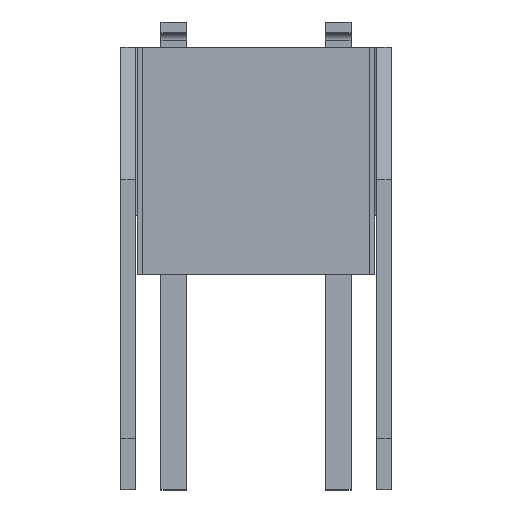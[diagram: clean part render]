
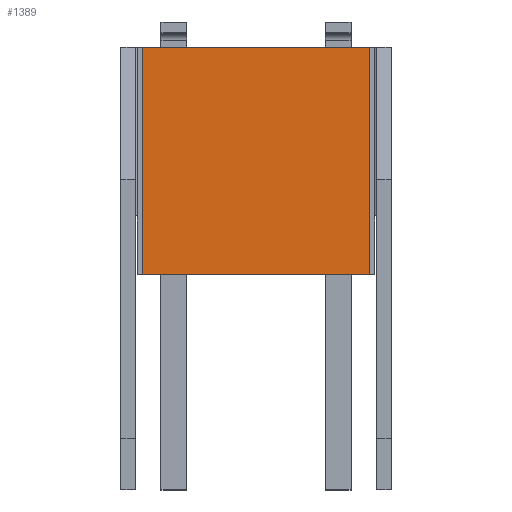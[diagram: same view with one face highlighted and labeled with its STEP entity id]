
A CAD part, top view. The second image highlights one B-rep face of the part: STEP entity #1389.
In plain terms, the highlighted planar face has unit normal (0, 0, 1).
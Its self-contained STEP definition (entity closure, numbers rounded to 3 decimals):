
#339 = VERTEX_POINT ( 'NONE', #3129 ) ;
#514 = ORIENTED_EDGE ( 'NONE', *, *, #3378, .F. ) ;
#602 = CARTESIAN_POINT ( 'NONE',  ( -3.1, 9.1, -1.65 ) ) ;
#700 = LINE ( 'NONE', #1741, #3848 ) ;
#708 = VERTEX_POINT ( 'NONE', #2214 ) ;
#735 = EDGE_CURVE ( 'NONE', #2905, #708, #2561, .T. ) ;
#884 = EDGE_CURVE ( 'NONE', #339, #708, #2323, .T. ) ;
#899 = DIRECTION ( 'NONE',  ( 0., 1., 0. ) ) ;
#950 = ORIENTED_EDGE ( 'NONE', *, *, #735, .T. ) ;
#1131 = FACE_OUTER_BOUND ( 'NONE', #2696, .T. ) ;
#1295 = CARTESIAN_POINT ( 'NONE',  ( -3.1, -3.903, -1.65 ) ) ;
#1389 = ADVANCED_FACE ( 'NONE', ( #1131 ), #2828, .T. ) ;
#1588 = CARTESIAN_POINT ( 'NONE',  ( 3.1, 2.9, -1.65 ) ) ;
#1593 = DIRECTION ( 'NONE',  ( 1., 0., 0. ) ) ;
#1630 = AXIS2_PLACEMENT_3D ( 'NONE', #1295, #3435, #1593 ) ;
#1741 = CARTESIAN_POINT ( 'NONE',  ( -3.1, -3.903, -1.65 ) ) ;
#1779 = EDGE_CURVE ( 'NONE', #2905, #3674, #3199, .T. ) ;
#1800 = DIRECTION ( 'NONE',  ( 1., 0., 0. ) ) ;
#2137 = CARTESIAN_POINT ( 'NONE',  ( 3.1, -3.903, -1.65 ) ) ;
#2214 = CARTESIAN_POINT ( 'NONE',  ( 3.1, 9.1, -1.65 ) ) ;
#2217 = CARTESIAN_POINT ( 'NONE',  ( -3.1, 2.9, -1.65 ) ) ;
#2323 = LINE ( 'NONE', #602, #3837 ) ;
#2382 = VECTOR ( 'NONE', #3873, 1000. ) ;
#2439 = ORIENTED_EDGE ( 'NONE', *, *, #1779, .F. ) ;
#2561 = LINE ( 'NONE', #2137, #3002 ) ;
#2681 = DIRECTION ( 'NONE',  ( 0., 1., 0. ) ) ;
#2696 = EDGE_LOOP ( 'NONE', ( #2439, #950, #3797, #514 ) ) ;
#2828 = PLANE ( 'NONE',  #1630 ) ;
#2905 = VERTEX_POINT ( 'NONE', #1588 ) ;
#2982 = CARTESIAN_POINT ( 'NONE',  ( -3.1, 2.9, -1.65 ) ) ;
#3002 = VECTOR ( 'NONE', #899, 1000. ) ;
#3129 = CARTESIAN_POINT ( 'NONE',  ( -3.1, 9.1, -1.65 ) ) ;
#3199 = LINE ( 'NONE', #2982, #2382 ) ;
#3378 = EDGE_CURVE ( 'NONE', #3674, #339, #700, .T. ) ;
#3435 = DIRECTION ( 'NONE',  ( 0., 0., 1. ) ) ;
#3674 = VERTEX_POINT ( 'NONE', #2217 ) ;
#3797 = ORIENTED_EDGE ( 'NONE', *, *, #884, .F. ) ;
#3837 = VECTOR ( 'NONE', #1800, 1000. ) ;
#3848 = VECTOR ( 'NONE', #2681, 1000. ) ;
#3873 = DIRECTION ( 'NONE',  ( -1., 0., 0. ) ) ;
